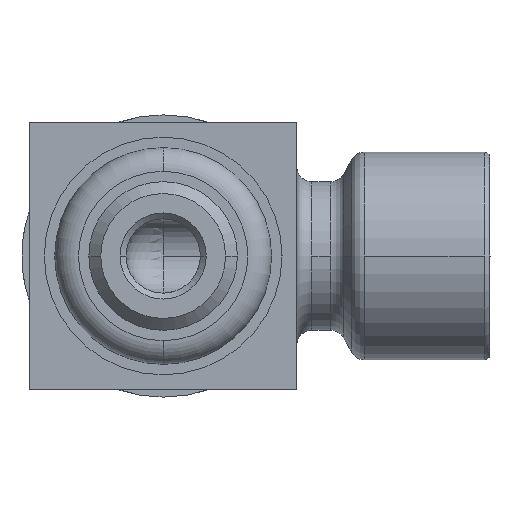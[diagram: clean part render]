
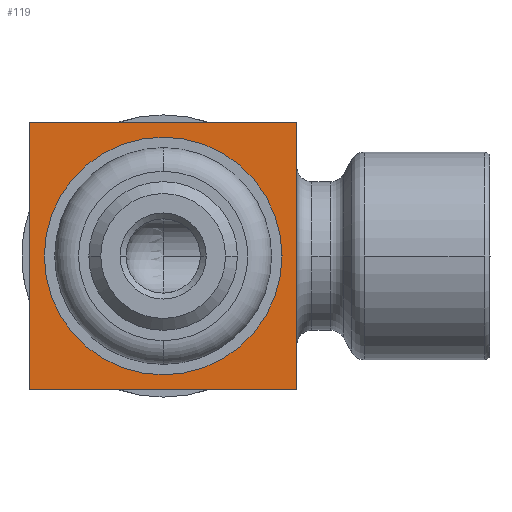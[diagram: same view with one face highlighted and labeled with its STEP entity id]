
A CAD part, front view. The second image highlights one B-rep face of the part: STEP entity #119.
In plain terms, the highlighted planar face has unit normal (0, -1, 0).
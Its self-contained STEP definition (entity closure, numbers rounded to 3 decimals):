
#119=ADVANCED_FACE('',(#297,#298),#299,.F.);
#297=FACE_OUTER_BOUND('',#510,.T.);
#298=FACE_BOUND('',#511,.T.);
#299=PLANE('',#512);
#510=EDGE_LOOP('',(#1155,#1156,#1157,#1158));
#511=EDGE_LOOP('',(#1159,#1160));
#512=AXIS2_PLACEMENT_3D('',#1161,#1162,#1163);
#1155=ORIENTED_EDGE('',*,*,#1599,.T.);
#1156=ORIENTED_EDGE('',*,*,#1600,.F.);
#1157=ORIENTED_EDGE('',*,*,#1601,.F.);
#1158=ORIENTED_EDGE('',*,*,#1602,.F.);
#1159=ORIENTED_EDGE('',*,*,#1427,.F.);
#1160=ORIENTED_EDGE('',*,*,#1603,.F.);
#1161=CARTESIAN_POINT('',(0.0,6.35,0.0));
#1162=DIRECTION('',(0.0,1.0,0.0));
#1163=DIRECTION('',(0.0,0.0,1.0));
#1427=EDGE_CURVE('',#1715,#1711,#1717,.T.);
#1599=EDGE_CURVE('',#1997,#1998,#1999,.T.);
#1600=EDGE_CURVE('',#2000,#1998,#2001,.T.);
#1601=EDGE_CURVE('',#2002,#2000,#2003,.T.);
#1602=EDGE_CURVE('',#1997,#2002,#2004,.T.);
#1603=EDGE_CURVE('',#1711,#1715,#2005,.T.);
#1711=VERTEX_POINT('',#2138);
#1715=VERTEX_POINT('',#2143);
#1717=CIRCLE('',#2146,4.);
#1997=VERTEX_POINT('',#2642);
#1998=VERTEX_POINT('',#2643);
#1999=LINE('',#2644,#2645);
#2000=VERTEX_POINT('',#2646);
#2001=LINE('',#2647,#2648);
#2002=VERTEX_POINT('',#2649);
#2003=LINE('',#2650,#2651);
#2004=LINE('',#2652,#2653);
#2005=CIRCLE('',#2654,4.);
#2138=CARTESIAN_POINT('',(-4.,6.35,0.));
#2143=CARTESIAN_POINT('',(4.,6.35,0.));
#2146=AXIS2_PLACEMENT_3D('',#2818,#2819,#2820);
#2642=CARTESIAN_POINT('',(-4.5,6.35,4.5));
#2643=CARTESIAN_POINT('',(-4.5,6.35,-4.5));
#2644=CARTESIAN_POINT('',(-4.5,6.35,0.0));
#2645=VECTOR('',#3175,1.0);
#2646=CARTESIAN_POINT('',(4.5,6.35,-4.5));
#2647=CARTESIAN_POINT('',(0.0,6.35,-4.5));
#2648=VECTOR('',#3176,1.0);
#2649=CARTESIAN_POINT('',(4.5,6.35,4.5));
#2650=CARTESIAN_POINT('',(4.5,6.35,0.0));
#2651=VECTOR('',#3177,1.0);
#2652=CARTESIAN_POINT('',(0.0,6.35,4.5));
#2653=VECTOR('',#3178,1.0);
#2654=AXIS2_PLACEMENT_3D('',#3179,#3180,#3181);
#2818=CARTESIAN_POINT('',(0.0,6.35,0.0));
#2819=DIRECTION('',(-0.0,-1.0,-0.0));
#2820=DIRECTION('',(-1.0,0.0,0.0));
#3175=DIRECTION('',(0.0,0.0,-1.0));
#3176=DIRECTION('',(-1.0,0.0,0.0));
#3177=DIRECTION('',(0.0,0.0,-1.0));
#3178=DIRECTION('',(1.0,0.0,0.0));
#3179=CARTESIAN_POINT('',(0.0,6.35,0.0));
#3180=DIRECTION('',(-0.0,-1.0,-0.0));
#3181=DIRECTION('',(-1.0,0.0,0.0));
